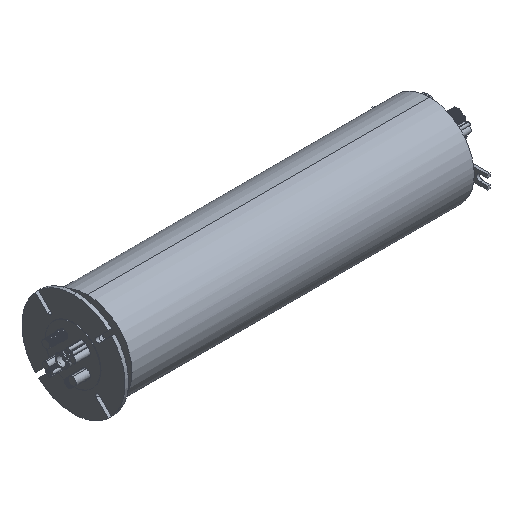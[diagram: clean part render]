
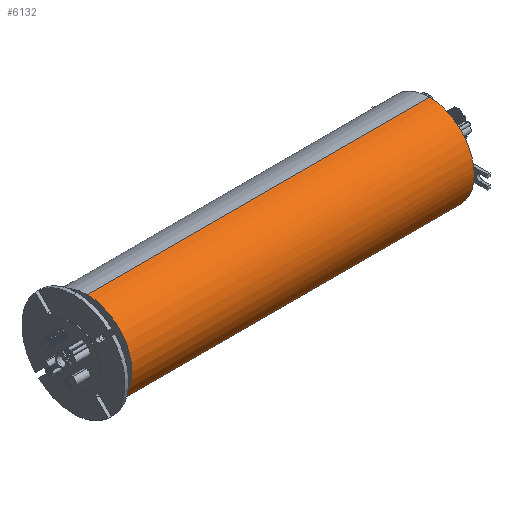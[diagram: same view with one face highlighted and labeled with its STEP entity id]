
A CAD part, isometric view. The second image highlights one B-rep face of the part: STEP entity #6132.
In plain terms, the highlighted cylindrical face has radius 65 mm (diameter 130 mm), a partial arc.
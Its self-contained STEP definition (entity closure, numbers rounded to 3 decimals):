
#292 = CARTESIAN_POINT ( 'NONE',  ( 517.8, -64.265, -9.75 ) ) ;
#2137 = CARTESIAN_POINT ( 'NONE',  ( 517.8, 0., 0. ) ) ;
#2315 = DIRECTION ( 'NONE',  ( -1., 0., 0. ) ) ;
#2497 = EDGE_CURVE ( 'NONE', #15726, #5059, #7782, .T. ) ;
#3559 = DIRECTION ( 'NONE',  ( 0., 0., -1. ) ) ;
#4021 = VECTOR ( 'NONE', #8415, 1000. ) ;
#5059 = VERTEX_POINT ( 'NONE', #11823 ) ;
#5355 = AXIS2_PLACEMENT_3D ( 'NONE', #2137, #12008, #3559 ) ;
#5897 = ORIENTED_EDGE ( 'NONE', *, *, #8217, .F. ) ;
#6132 = ADVANCED_FACE ( 'NONE', ( #17748 ), #13580, .T. ) ;
#6339 = CARTESIAN_POINT ( 'NONE',  ( 21., 0., 0. ) ) ;
#6645 = CARTESIAN_POINT ( 'NONE',  ( 0., 0., 0. ) ) ;
#6822 = ORIENTED_EDGE ( 'NONE', *, *, #2497, .T. ) ;
#7038 = CARTESIAN_POINT ( 'NONE',  ( 0., 0., 65. ) ) ;
#7105 = EDGE_CURVE ( 'NONE', #11785, #9876, #16819, .T. ) ;
#7286 = VERTEX_POINT ( 'NONE', #14221 ) ;
#7319 = ORIENTED_EDGE ( 'NONE', *, *, #17560, .F. ) ;
#7382 = DIRECTION ( 'NONE',  ( -1., 0., 0. ) ) ;
#7782 = LINE ( 'NONE', #7038, #4021 ) ;
#7788 = DIRECTION ( 'NONE',  ( 0., 0., 1. ) ) ;
#7941 = ORIENTED_EDGE ( 'NONE', *, *, #7105, .F. ) ;
#8217 = EDGE_CURVE ( 'NONE', #9876, #5059, #15046, .T. ) ;
#8348 = CARTESIAN_POINT ( 'NONE',  ( 517.8, 0., -65. ) ) ;
#8415 = DIRECTION ( 'NONE',  ( -1., 0., 0. ) ) ;
#8954 = CARTESIAN_POINT ( 'NONE',  ( 517.8, 0., 65. ) ) ;
#9386 = VERTEX_POINT ( 'NONE', #292 ) ;
#9876 = VERTEX_POINT ( 'NONE', #9943 ) ;
#9941 = AXIS2_PLACEMENT_3D ( 'NONE', #6339, #16223, #7788 ) ;
#9943 = CARTESIAN_POINT ( 'NONE',  ( 21., 0., -65. ) ) ;
#10736 = DIRECTION ( 'NONE',  ( -1., 0., 0. ) ) ;
#10745 = AXIS2_PLACEMENT_3D ( 'NONE', #6645, #10857, #16514 ) ;
#10748 = CARTESIAN_POINT ( 'NONE',  ( 517.8, 0., 0. ) ) ;
#10857 = DIRECTION ( 'NONE',  ( -1., 0., 0. ) ) ;
#11033 = AXIS2_PLACEMENT_3D ( 'NONE', #10748, #2315, #12185 ) ;
#11785 = VERTEX_POINT ( 'NONE', #8348 ) ;
#11823 = CARTESIAN_POINT ( 'NONE',  ( 21., 0., 65. ) ) ;
#11903 = EDGE_CURVE ( 'NONE', #7286, #15726, #17373, .T. ) ;
#12008 = DIRECTION ( 'NONE',  ( 1., 0., 0. ) ) ;
#12185 = DIRECTION ( 'NONE',  ( 0., 0., 1. ) ) ;
#12287 = CIRCLE ( 'NONE', #5355, 65. ) ;
#13101 = VECTOR ( 'NONE', #10736, 1000. ) ;
#13580 = CYLINDRICAL_SURFACE ( 'NONE', #10745, 65. ) ;
#14221 = CARTESIAN_POINT ( 'NONE',  ( 517.8, -64.265, 9.75 ) ) ;
#14656 = ORIENTED_EDGE ( 'NONE', *, *, #17609, .T. ) ;
#14942 = CARTESIAN_POINT ( 'NONE',  ( 0., 0., -65. ) ) ;
#15046 = CIRCLE ( 'NONE', #9941, 65. ) ;
#15160 = CIRCLE ( 'NONE', #11033, 65. ) ;
#15726 = VERTEX_POINT ( 'NONE', #8954 ) ;
#15822 = CARTESIAN_POINT ( 'NONE',  ( 517.8, 0., 0. ) ) ;
#16223 = DIRECTION ( 'NONE',  ( -1., 0., 0. ) ) ;
#16303 = ORIENTED_EDGE ( 'NONE', *, *, #11903, .T. ) ;
#16514 = DIRECTION ( 'NONE',  ( 0., 0., 1. ) ) ;
#16649 = EDGE_LOOP ( 'NONE', ( #7941, #14656, #7319, #16303, #6822, #5897 ) ) ;
#16819 = LINE ( 'NONE', #14942, #13101 ) ;
#17226 = DIRECTION ( 'NONE',  ( 0., 0., 1. ) ) ;
#17373 = CIRCLE ( 'NONE', #17452, 65. ) ;
#17452 = AXIS2_PLACEMENT_3D ( 'NONE', #15822, #7382, #17226 ) ;
#17560 = EDGE_CURVE ( 'NONE', #7286, #9386, #12287, .T. ) ;
#17609 = EDGE_CURVE ( 'NONE', #11785, #9386, #15160, .T. ) ;
#17748 = FACE_OUTER_BOUND ( 'NONE', #16649, .T. ) ;
